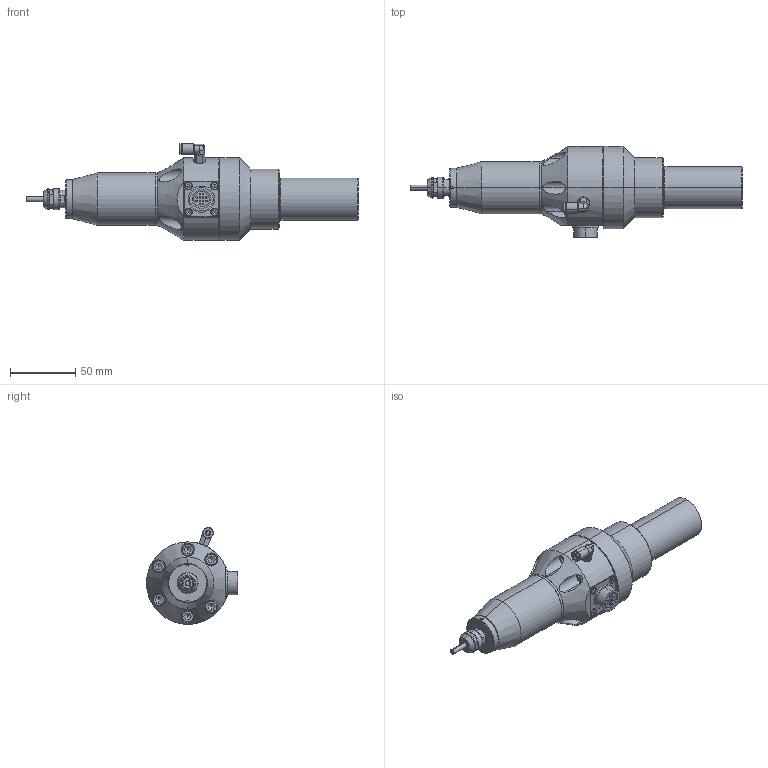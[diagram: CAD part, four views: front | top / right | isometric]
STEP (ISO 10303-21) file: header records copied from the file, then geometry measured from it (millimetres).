
FILE_DESCRIPTION (( 'STEP AP203' ), '1' );
FILE_NAME ('HES510-ST32(外観用データ).STEP', '2018-09-13T04:54:55', ( '' ), ( '' ), 'SwSTEP 2.0', 'SolidWorks 2013', '' );
FILE_SCHEMA (( 'CONFIG_CONTROL_DESIGN' ));
Length unit declared in the file: millimetre
Products named in the file (1): HES510-ST32(外観用データ)
Bounding box: 253.47 x 69.5 x 73.89 mm (x, y, z)
Surface area: 45120.4 mm2 (no closed solid volume)
Topology: 0 solids, 34 shells, 349 faces, 1018 edges, 684 vertices
Faces by surface type: plane 122, cylinder 118, cone 88, torus 12, bspline 7, sphere 2
Entity records: 12350 total; most frequent: CARTESIAN_POINT 3170, DIRECTION 1994, ORIENTED_EDGE 1633, EDGE_CURVE 998, AXIS2_PLACEMENT_3D 754, VERTEX_POINT 684, LINE 486, VECTOR 486
